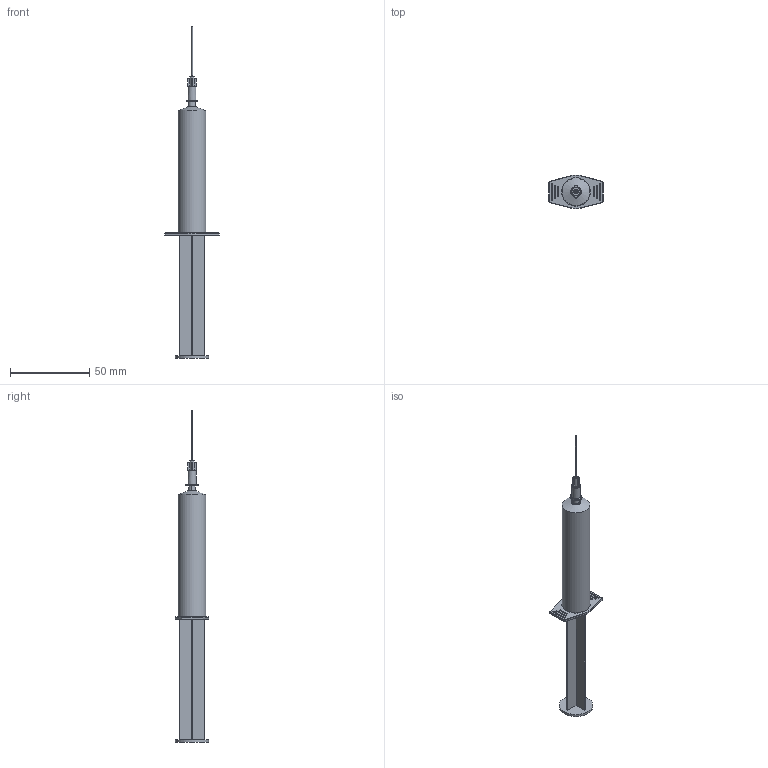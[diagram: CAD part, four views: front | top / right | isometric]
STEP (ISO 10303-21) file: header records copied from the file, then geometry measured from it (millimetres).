
FILE_DESCRIPTION(/* description */ (''),/* implementation_level */ '2;1');
FILE_NAME(/* name */ 'Medical Syringe - 10cc_v1.step',/* time_stamp */ '2025-04-08T13:44:46-04:00',/* author */ (''),/* organization */ (''),/* preprocessor_version */ 'ST-DEVELOPER v20.1',/* originating_system */ 'Autodesk Translation Framework v14.4.0.0',/* authorisation */ '');
FILE_SCHEMA (('AUTOMOTIVE_DESIGN { 1 0 10303 214 3 1 1 }'));
Length unit declared in the file: millimetre
Products named in the file (1): Medical Syringe - 10cc
Bounding box: 34.2 x 21.23 x 209.5 mm (x, y, z)
Volume: 9245.5 mm3; surface area: 17326.5 mm2
Topology: 6 solids, 6 shells, 170 faces, 386 edges, 240 vertices
Faces by surface type: cylinder 84, plane 58, torus 14, cone 14
Full cylindrical faces by diameter (mm): 0.665 x1, 0.7 x2, 2.2 x1, 2.724 x1, 4 x1, 4.26 x1, 5.2 x1, 5.8 x1, 15.492 x1, 15.8 x2, 17.6 x1, 21.1 x1
Entity records: 4879 total; most frequent: DIRECTION 902, CARTESIAN_POINT 837, ORIENTED_EDGE 772, EDGE_CURVE 386, AXIS2_PLACEMENT_3D 353, VERTEX_POINT 240, LINE 196, VECTOR 196
